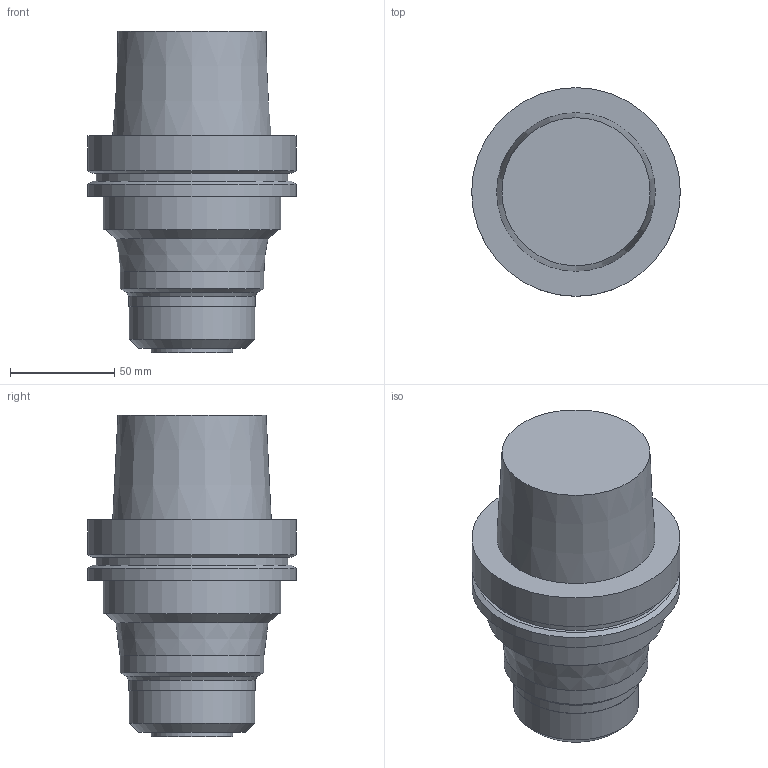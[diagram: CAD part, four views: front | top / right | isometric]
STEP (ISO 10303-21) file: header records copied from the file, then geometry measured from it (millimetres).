
FILE_DESCRIPTION((''),'1');
FILE_NAME('HSK-A100-MEGA.750DS-4.stp','2018-02-01T04:46:29',(''),(''),'Spatial Interop R21 SP3','Kubotek KeyCreator 2011 V10.0.2 (22737)',' ');
FILE_SCHEMA(('automotive_design'));
Length unit declared in the file: millimetre
Products named in the file (1): Unnamed[1]
Bounding box: 100 x 100 x 154 mm (x, y, z)
Volume: 722260.9 mm3; surface area: 51769.7 mm2
Topology: 1 solids, 1 shells, 25 faces, 41 edges, 24 vertices
Faces by surface type: cone 9, plane 8, cylinder 8
Full cylindrical faces by diameter (mm): 39.25 x1, 60 x1, 60.7 x1, 69 x1, 85 x1, 92 x1, 100 x2
Entity records: 942 total; most frequent: DIRECTION 100, PRESENTATION_STYLE_ASSIGNMENT 76, COLOUR_RGB 76, CARTESIAN_POINT 74, STYLED_ITEM 50, AXIS2_PLACEMENT_3D 50, CURVE_STYLE 50, DRAUGHTING_PRE_DEFINED_CURVE_FONT 50
